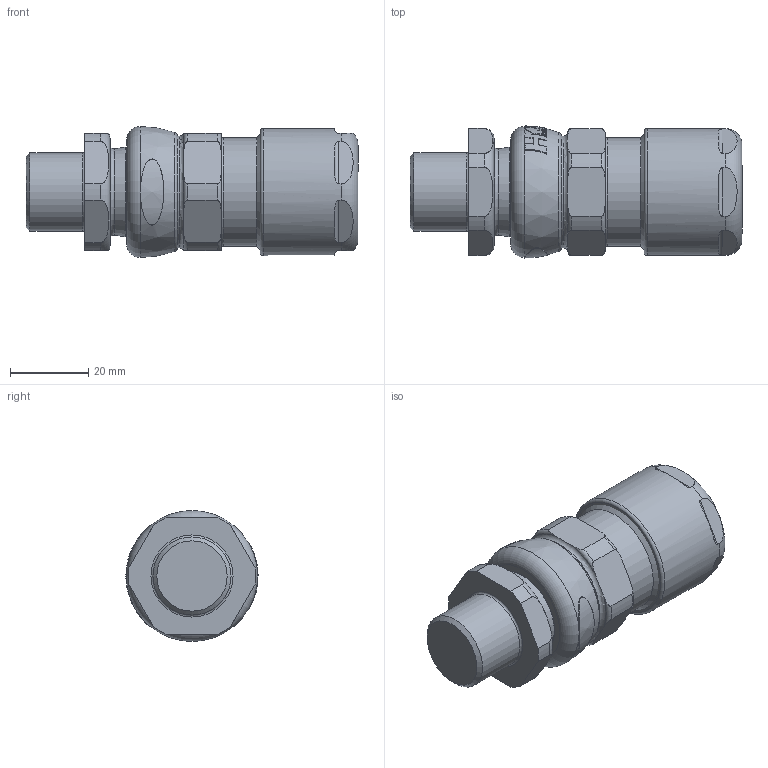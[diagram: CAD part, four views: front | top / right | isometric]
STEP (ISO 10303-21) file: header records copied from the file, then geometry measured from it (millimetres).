
FILE_DESCRIPTION(/* description */ (''),/* implementation_level */ '2;1');
FILE_NAME(/* name */ '710_X A.stp',/* time_stamp */ '2019-08-02T23:16:54+06:00',/* author */ ('vinaykumark'),/* organization */ (''),/* preprocessor_version */ 'ST-DEVELOPER v16.13',/* originating_system */ 'Autodesk Inventor 2018',/* authorisation */ '');
FILE_SCHEMA (('AUTOMOTIVE_DESIGN { 1 0 10303 214 3 1 1 }'));
Length unit declared in the file: centimetre
Products named in the file (1): 710_X A
Bounding box: 84.95 x 33.8 x 33.5 mm (x, y, z)
Volume: 90831.3 mm3; surface area: 27846.1 mm2
Topology: 9 solids, 9 shells, 788 faces, 2105 edges, 1386 vertices
Faces by surface type: plane 292, torus 183, bspline 152, cylinder 102, cone 59
Full cylindrical faces by diameter (mm): 14.1 x1, 14.3 x1, 16.9 x2, 19.2 x1, 19.4 x1, 20 x1, 21 x1, 21.2 x1, 22.26 x1, 23 x1, 23.26 x1, 23.5 x1, 24.5 x1, 25.32 x1, 27.7 x1, 28.5 x1, 28.55 x1, 30 x1, 32.5 x1
Entity records: 28832 total; most frequent: CARTESIAN_POINT 9328, ORIENTED_EDGE 4046, DIRECTION 3674, EDGE_CURVE 2023, AXIS2_PLACEMENT_3D 1511, VERTEX_POINT 1378, EDGE_LOOP 917, STYLED_ITEM 797
